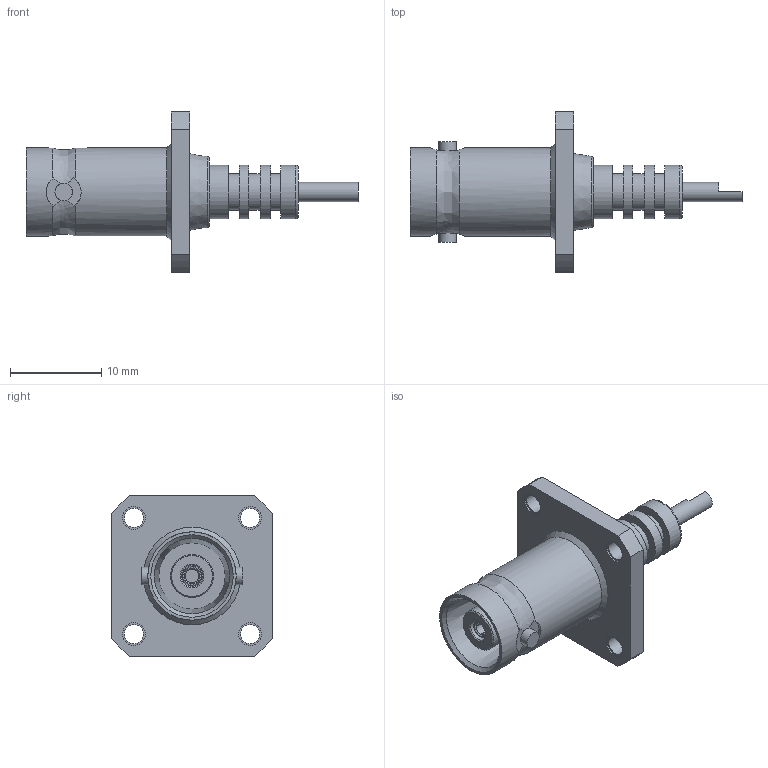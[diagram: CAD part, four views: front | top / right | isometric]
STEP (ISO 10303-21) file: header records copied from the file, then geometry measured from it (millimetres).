
FILE_DESCRIPTION (( 'STEP AP203' ), '1' );
FILE_NAME ('PE45035_3D.step', '2022-03-31T15:02:36', ( '' ), ( '' ), 'SwSTEP 2.0', 'SolidWorks 2021', '' );
FILE_SCHEMA (( 'CONFIG_CONTROL_DESIGN' ));
Length unit declared in the file: inch
Products named in the file (1): PE45035_3D
Bounding box: 36.3 x 17.5 x 17.5 mm (x, y, z)
Volume: 1705.4 mm3; surface area: 2157.5 mm2
Topology: 1 solids, 1 shells, 115 faces, 271 edges, 180 vertices
Faces by surface type: plane 58, cylinder 38, cone 15, bspline 2, torus 2
Full cylindrical faces by diameter (mm): 1.575 x1, 1.651 x1, 1.918 x2, 2.083 x4, 2.108 x1, 2.159 x1, 2.337 x1, 2.515 x8, 3.965 x1, 3.966 x2, 4.724 x1, 5.881 x4, 7.239 x1, 9.652 x2
Entity records: 3345 total; most frequent: CARTESIAN_POINT 848, DIRECTION 500, ORIENTED_EDGE 436, AXIS2_PLACEMENT_3D 220, EDGE_CURVE 218, EDGE_LOOP 184, VERTEX_POINT 166, FACE_OUTER_BOUND 147
